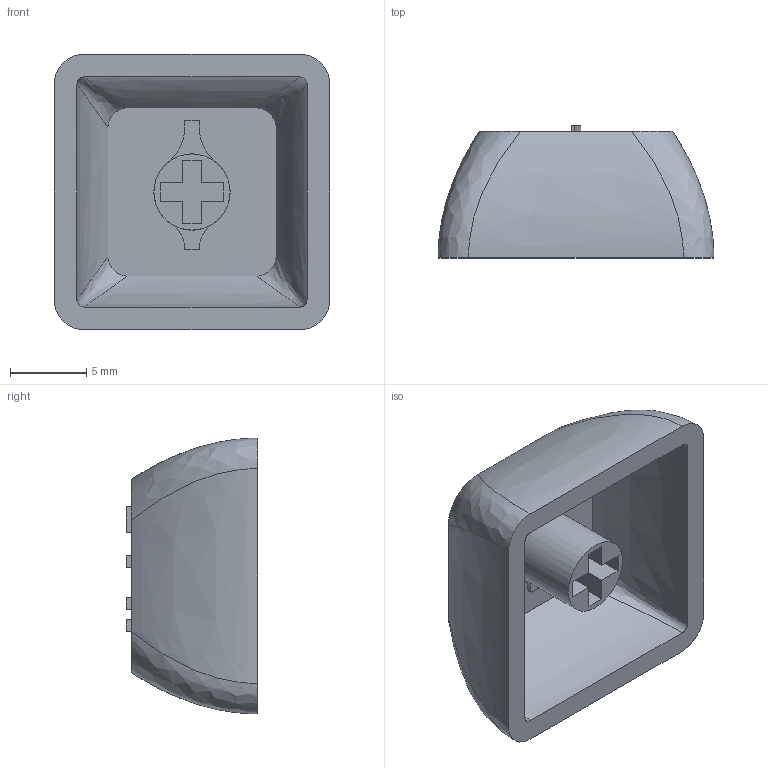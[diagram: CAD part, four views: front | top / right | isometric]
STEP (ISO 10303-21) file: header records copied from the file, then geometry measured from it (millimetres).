
FILE_DESCRIPTION(/* description */ (''),/* implementation_level */ '2;1');
FILE_NAME(/* name */ 'commaDot.step',/* time_stamp */ '2022-04-14T16:54:39-03:00',/* author */ (''),/* organization */ (''),/* preprocessor_version */ 'ST-DEVELOPER v18.1',/* originating_system */ 'Autodesk Translation Framework v10.14.0.1471',/* authorisation */ '');
FILE_SCHEMA (('AUTOMOTIVE_DESIGN { 1 0 10303 214 3 1 1 }'));
Length unit declared in the file: millimetre
Products named in the file (1): commaDot
Bounding box: 18.1 x 8.65 x 18.1 mm (x, y, z)
Volume: 975.7 mm3; surface area: 1571.6 mm2
Topology: 2 solids, 2 shells, 85 faces, 225 edges, 150 vertices
Faces by surface type: plane 64, bspline 16, cylinder 5
Full cylindrical faces by diameter (mm): 5 x1
Entity records: 3201 total; most frequent: CARTESIAN_POINT 1125, ORIENTED_EDGE 450, DIRECTION 355, EDGE_CURVE 225, LINE 171, VECTOR 171, VERTEX_POINT 150, EDGE_LOOP 99
